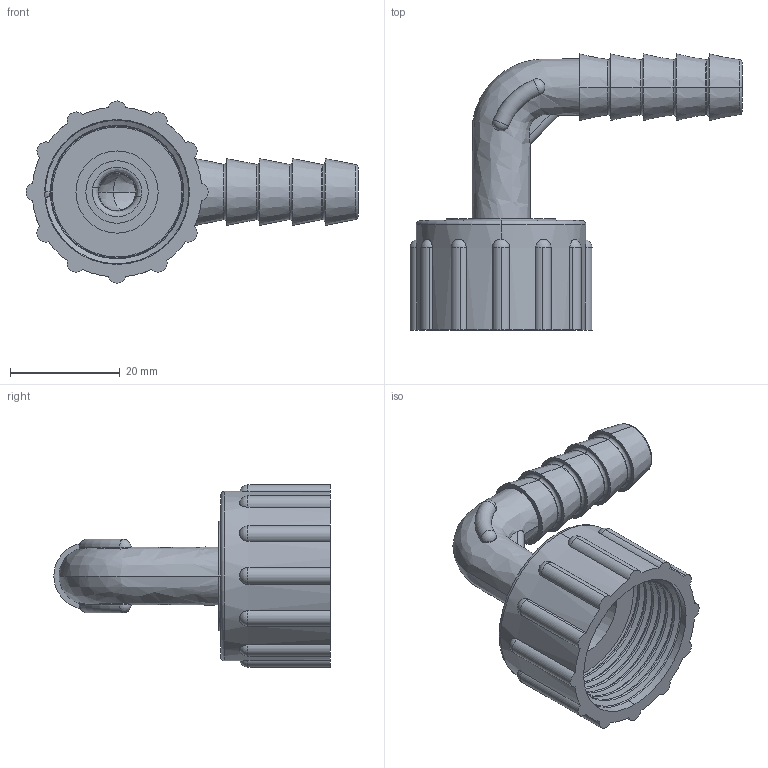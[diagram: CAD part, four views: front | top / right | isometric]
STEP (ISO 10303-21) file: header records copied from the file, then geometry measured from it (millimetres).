
FILE_DESCRIPTION (( 'STEP AP203' ), '1' );
FILE_NAME ('00121_0512.STEP', '2017-05-10T14:03:51', ( '' ), ( '' ), 'SwSTEP 2.0', 'SolidWorks 2011', '' );
FILE_SCHEMA (( 'CONFIG_CONTROL_DESIGN' ));
Length unit declared in the file: millimetre
Products named in the file (4): 00121_0512; 00122_0505; 00125_0505; 00124_0512
Assembly tree (3 placements, depth 2):
  00121_0512
    00122_0505
    00125_0505
    00124_0512
Bounding box: 60.62 x 50.45 x 33.25 mm (x, y, z)
Volume: 11944 mm3; surface area: 11444.4 mm2
Topology: 3 solids, 3 shells, 150 faces, 376 edges, 236 vertices
Faces by surface type: cylinder 63, torus 27, plane 19, sphere 16, bspline 13, cone 12
Entity records: 11352 total; most frequent: CARTESIAN_POINT 7571, ORIENTED_EDGE 730, DIRECTION 704, EDGE_CURVE 365, AXIS2_PLACEMENT_3D 309, VERTEX_POINT 232, EDGE_LOOP 167, CIRCLE 166
